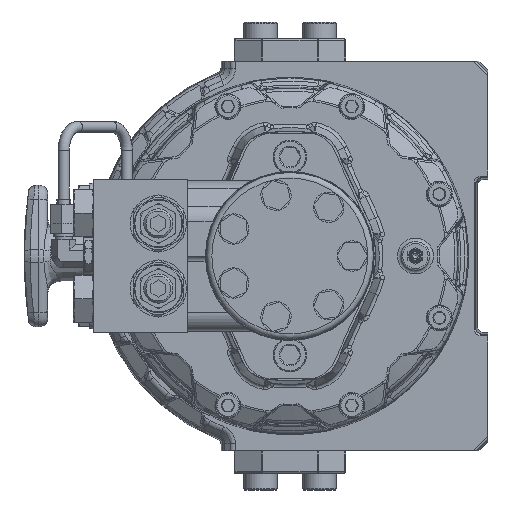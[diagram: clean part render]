
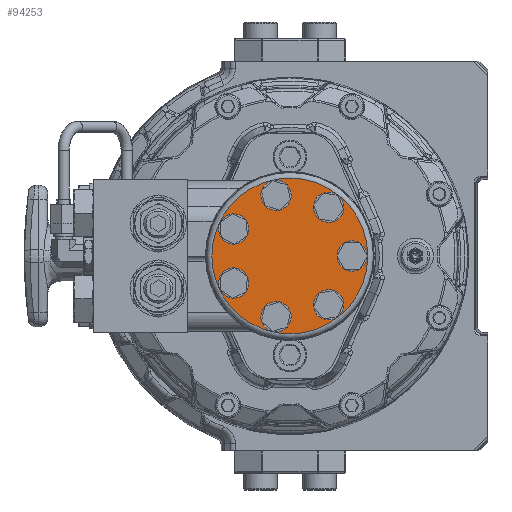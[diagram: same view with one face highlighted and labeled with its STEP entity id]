
A CAD part, left-side view. The second image highlights one B-rep face of the part: STEP entity #94253.
In plain terms, the highlighted planar face has unit normal (-1, 0, 0).
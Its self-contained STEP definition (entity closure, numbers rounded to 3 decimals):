
#197=FACE_BOUND('',#26527,.T.);
#198=FACE_BOUND('',#26528,.T.);
#199=FACE_BOUND('',#26529,.T.);
#200=FACE_BOUND('',#26530,.T.);
#201=FACE_BOUND('',#26531,.T.);
#202=FACE_BOUND('',#26532,.T.);
#203=FACE_BOUND('',#26533,.T.);
#21298=FACE_OUTER_BOUND('',#26526,.T.);
#26526=EDGE_LOOP('',(#68947));
#26527=EDGE_LOOP('',(#68948));
#26528=EDGE_LOOP('',(#68949));
#26529=EDGE_LOOP('',(#68950));
#26530=EDGE_LOOP('',(#68951));
#26531=EDGE_LOOP('',(#68952));
#26532=EDGE_LOOP('',(#68953));
#26533=EDGE_LOOP('',(#68954));
#31176=CIRCLE('',#101314,41.9);
#31182=CIRCLE('',#101322,8.141);
#31191=CIRCLE('',#101353,8.141);
#31198=CIRCLE('',#101366,8.141);
#31206=CIRCLE('',#101388,8.141);
#31215=CIRCLE('',#101419,8.141);
#31222=CIRCLE('',#101432,8.141);
#31230=CIRCLE('',#101462,8.141);
#36742=VERTEX_POINT('',#174854);
#36748=VERTEX_POINT('',#174869);
#36770=VERTEX_POINT('',#174958);
#36776=VERTEX_POINT('',#174979);
#36790=VERTEX_POINT('',#175034);
#36812=VERTEX_POINT('',#175123);
#36818=VERTEX_POINT('',#175144);
#36840=VERTEX_POINT('',#175232);
#48625=EDGE_CURVE('',#36742,#36742,#31176,.T.);
#48633=EDGE_CURVE('',#36748,#36748,#31182,.T.);
#48678=EDGE_CURVE('',#36770,#36770,#31191,.T.);
#48687=EDGE_CURVE('',#36776,#36776,#31198,.T.);
#48714=EDGE_CURVE('',#36790,#36790,#31206,.T.);
#48759=EDGE_CURVE('',#36812,#36812,#31215,.T.);
#48768=EDGE_CURVE('',#36818,#36818,#31222,.T.);
#48812=EDGE_CURVE('',#36840,#36840,#31230,.T.);
#68947=ORIENTED_EDGE('',*,*,#48625,.F.);
#68948=ORIENTED_EDGE('',*,*,#48812,.F.);
#68949=ORIENTED_EDGE('',*,*,#48768,.F.);
#68950=ORIENTED_EDGE('',*,*,#48759,.F.);
#68951=ORIENTED_EDGE('',*,*,#48714,.F.);
#68952=ORIENTED_EDGE('',*,*,#48687,.F.);
#68953=ORIENTED_EDGE('',*,*,#48678,.F.);
#68954=ORIENTED_EDGE('',*,*,#48633,.F.);
#85998=PLANE('',#101470);
#94253=ADVANCED_FACE('',(#21298,#197,#198,#199,#200,#201,#202,#203),#85998,
 .T.);
#101314=AXIS2_PLACEMENT_3D('',#174855,#116864,#116865);
#101322=AXIS2_PLACEMENT_3D('',#174871,#116882,#116883);
#101353=AXIS2_PLACEMENT_3D('',#174960,#116980,#116981);
#101366=AXIS2_PLACEMENT_3D('',#174981,#117008,#117009);
#101388=AXIS2_PLACEMENT_3D('',#175036,#117071,#117072);
#101419=AXIS2_PLACEMENT_3D('',#175125,#117169,#117170);
#101432=AXIS2_PLACEMENT_3D('',#175146,#117197,#117198);
#101462=AXIS2_PLACEMENT_3D('',#175234,#117293,#117294);
#101470=AXIS2_PLACEMENT_3D('',#175242,#117309,#117310);
#116864=DIRECTION('center_axis',(1.,0.,0.));
#116865=DIRECTION('ref_axis',(0.,1.,0.));
#116882=DIRECTION('center_axis',(-1.,0.,0.));
#116883=DIRECTION('ref_axis',(0.,0.,
1.));
#116980=DIRECTION('center_axis',(-1.,0.,0.));
#116981=DIRECTION('ref_axis',(0.,0.,
1.));
#117008=DIRECTION('center_axis',(-1.,0.,0.));
#117009=DIRECTION('ref_axis',(0.,0.,
1.));
#117071=DIRECTION('center_axis',(-1.,0.,0.));
#117072=DIRECTION('ref_axis',(0.,0.,
1.));
#117169=DIRECTION('center_axis',(-1.,0.,0.));
#117170=DIRECTION('ref_axis',(0.,0.,
1.));
#117197=DIRECTION('center_axis',(-1.,0.,0.));
#117198=DIRECTION('ref_axis',(0.,0.,
1.));
#117293=DIRECTION('center_axis',(-1.,0.,0.));
#117294=DIRECTION('ref_axis',(0.,0.,
1.));
#117309=DIRECTION('center_axis',(-1.,0.,0.));
#117310=DIRECTION('ref_axis',(0.,-1.,0.));
#174854=CARTESIAN_POINT('',(-348.9,41.9,0.));
#174855=CARTESIAN_POINT('Origin',(-348.9,0.,
0.));
#174869=CARTESIAN_POINT('',(-348.9,-14.522,-31.267));
#174871=CARTESIAN_POINT('Origin',(-348.9,-20.887,-26.191));
#174958=CARTESIAN_POINT('',(-348.9,15.391,-30.849));
#174960=CARTESIAN_POINT('Origin',(-348.9,7.454,-32.66));
#174979=CARTESIAN_POINT('',(-348.9,33.715,-7.201));
#174981=CARTESIAN_POINT('Origin',(-348.9,30.182,-14.535));
#175034=CARTESIAN_POINT('',(-348.9,26.65,21.87));
#175036=CARTESIAN_POINT('Origin',(-348.9,30.182,14.535));
#175123=CARTESIAN_POINT('',(-348.9,-0.482,34.472));
#175125=CARTESIAN_POINT('Origin',(-348.9,7.454,32.66));
#175144=CARTESIAN_POINT('',(-348.9,-27.252,21.116));
#175146=CARTESIAN_POINT('Origin',(-348.9,-20.887,26.191));
#175232=CARTESIAN_POINT('',(-348.9,-33.5,-8.141));
#175234=CARTESIAN_POINT('Origin',(-348.9,-33.5,0.));
#175242=CARTESIAN_POINT('Origin',(-348.9,0.,
0.));
